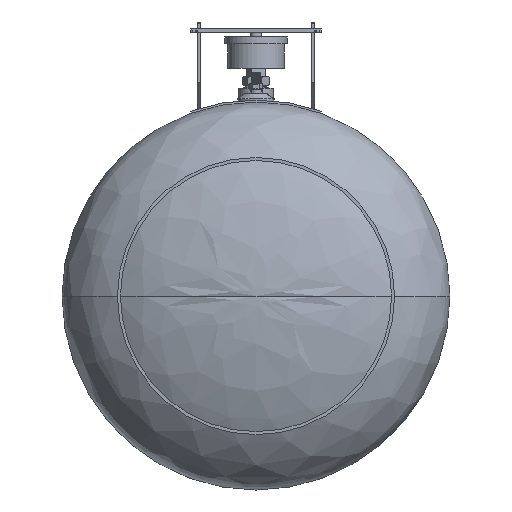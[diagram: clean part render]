
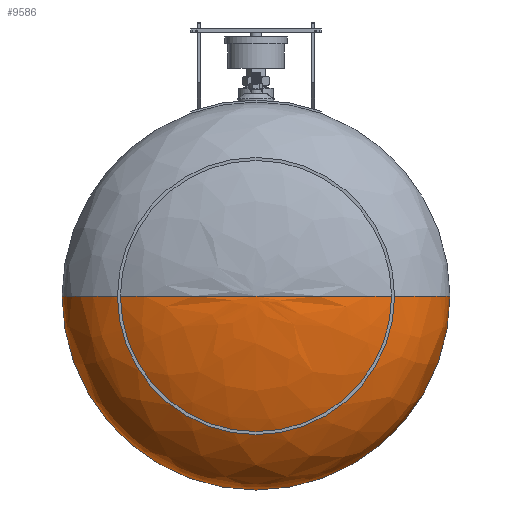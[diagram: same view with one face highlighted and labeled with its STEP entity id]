
A CAD part, front view. The second image highlights one B-rep face of the part: STEP entity #9586.
In plain terms, the highlighted free-form (B-spline) face has degree [3, 3] with [4, 4] control points.
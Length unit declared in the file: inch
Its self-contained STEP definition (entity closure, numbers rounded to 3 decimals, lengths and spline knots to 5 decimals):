
#1035 = CARTESIAN_POINT ( 'NONE',  ( 0., 3.82, 0. ) ) ;
#1196 = CARTESIAN_POINT ( 'NONE',  ( -7., 2.35078, 0. ) ) ;
#1464 = EDGE_CURVE ( 'NONE', #7701, #8562, #8179, .T. ) ;
#1658 =( BOUNDED_CURVE ( )  B_SPLINE_CURVE ( 3, ( #21066, #23074, #1196, #34091 ),
 .UNSPECIFIED., .F., .F. ) 
 B_SPLINE_CURVE_WITH_KNOTS ( ( 4, 4 ),
 ( 4.71239, 6.28319 ),
 .UNSPECIFIED. ) 
 CURVE ( )  GEOMETRIC_REPRESENTATION_ITEM ( )  RATIONAL_B_SPLINE_CURVE ( ( 1., 0.805, 0.805, 1. ) ) 
 REPRESENTATION_ITEM ( '' )  );
#2795 = CARTESIAN_POINT ( 'NONE',  ( 4.10051, 3.82, 8.20101 ) ) ;
#3745 = FACE_OUTER_BOUND ( 'NONE', #11582, .T. ) ;
#3935 = CARTESIAN_POINT ( 'NONE',  ( 0., 3.82, 0. ) ) ;
#5134 = CARTESIAN_POINT ( 'NONE',  ( 7., 2.35078, 0. ) ) ;
#7701 = VERTEX_POINT ( 'NONE', #23024 ) ;
#7834 = CARTESIAN_POINT ( 'NONE',  ( 7., 2.35078, 14. ) ) ;
#8118 = EDGE_CURVE ( 'NONE', #12215, #8562, #1658, .T. ) ;
#8179 = CIRCLE ( 'NONE', #33013, 7. ) ;
#8562 = VERTEX_POINT ( 'NONE', #10535 ) ;
#9458 = EDGE_CURVE ( 'NONE', #12215, #7701, #20554, .T. ) ;
#9586 = ADVANCED_FACE ( 'NONE', ( #3745 ), #12944, .F. ) ;
#10121 = ORIENTED_EDGE ( 'NONE', *, *, #8118, .T. ) ;
#10200 = CARTESIAN_POINT ( 'NONE',  ( 0., 3.82, 0. ) ) ;
#10535 = CARTESIAN_POINT ( 'NONE',  ( -7., 0.273, 0. ) ) ;
#11582 = EDGE_LOOP ( 'NONE', ( #34094, #10121, #21363 ) ) ;
#12215 = VERTEX_POINT ( 'NONE', #15514 ) ;
#12944 =( BOUNDED_SURFACE ( )  B_SPLINE_SURFACE ( 3, 3, ( 
 ( #25793, #1035, #31400, #3935 ),
 ( #14961, #2795, #16729, #18872 ),
 ( #5134, #7834, #29897, #13815 ),
 ( #30247, #14167, #22115, #24830 ) ),
 .UNSPECIFIED., .F., .F., .T. ) 
 B_SPLINE_SURFACE_WITH_KNOTS ( ( 4, 4 ),
 ( 4, 4 ),
 ( 0., 1. ),
 ( 0., 1. ),
 .UNSPECIFIED. ) 
 GEOMETRIC_REPRESENTATION_ITEM ( )  RATIONAL_B_SPLINE_SURFACE ( (
 ( 1., 0.333, 0.333, 1.),
 ( 0.805, 0.268, 0.268, 0.805),
 ( 0.805, 0.268, 0.268, 0.805),
 ( 1., 0.333, 0.333, 1.) ) ) 
 REPRESENTATION_ITEM ( '' )  SURFACE ( )  );
#13815 = CARTESIAN_POINT ( 'NONE',  ( -7., 2.35078, 0. ) ) ;
#14167 = CARTESIAN_POINT ( 'NONE',  ( 7., 0.273, 14. ) ) ;
#14768 = CARTESIAN_POINT ( 'NONE',  ( 0., 0.273, 0. ) ) ;
#14961 = CARTESIAN_POINT ( 'NONE',  ( 4.10051, 3.82, 0. ) ) ;
#15514 = CARTESIAN_POINT ( 'NONE',  ( 0., 3.82, 0. ) ) ;
#16729 = CARTESIAN_POINT ( 'NONE',  ( -4.10051, 3.82, 8.20101 ) ) ;
#18872 = CARTESIAN_POINT ( 'NONE',  ( -4.10051, 3.82, 0. ) ) ;
#20554 =( BOUNDED_CURVE ( )  B_SPLINE_CURVE ( 3, ( #10200, #24297, #21041, #26821 ),
 .UNSPECIFIED., .F., .F. ) 
 B_SPLINE_CURVE_WITH_KNOTS ( ( 4, 4 ),
 ( 4.71239, 6.28319 ),
 .UNSPECIFIED. ) 
 CURVE ( )  GEOMETRIC_REPRESENTATION_ITEM ( )  RATIONAL_B_SPLINE_CURVE ( ( 1., 0.805, 0.805, 1. ) ) 
 REPRESENTATION_ITEM ( '' )  );
#21041 = CARTESIAN_POINT ( 'NONE',  ( 7., 2.35078, 0. ) ) ;
#21066 = CARTESIAN_POINT ( 'NONE',  ( 0., 3.82, 0. ) ) ;
#21363 = ORIENTED_EDGE ( 'NONE', *, *, #1464, .F. ) ;
#22115 = CARTESIAN_POINT ( 'NONE',  ( -7., 0.273, 14. ) ) ;
#23024 = CARTESIAN_POINT ( 'NONE',  ( 7., 0.273, 0. ) ) ;
#23074 = CARTESIAN_POINT ( 'NONE',  ( -4.10051, 3.82, 0. ) ) ;
#24297 = CARTESIAN_POINT ( 'NONE',  ( 4.10051, 3.82, 0. ) ) ;
#24830 = CARTESIAN_POINT ( 'NONE',  ( -7., 0.273, 0. ) ) ;
#25793 = CARTESIAN_POINT ( 'NONE',  ( 0., 3.82, 0. ) ) ;
#25972 = DIRECTION ( 'NONE',  ( 1., 0., 0. ) ) ;
#26327 = DIRECTION ( 'NONE',  ( 0., -1., 0. ) ) ;
#26821 = CARTESIAN_POINT ( 'NONE',  ( 7., 0.273, 0. ) ) ;
#29897 = CARTESIAN_POINT ( 'NONE',  ( -7., 2.35078, 14. ) ) ;
#30247 = CARTESIAN_POINT ( 'NONE',  ( 7., 0.273, 0. ) ) ;
#31400 = CARTESIAN_POINT ( 'NONE',  ( 0., 3.82, 0. ) ) ;
#33013 = AXIS2_PLACEMENT_3D ( 'NONE', #14768, #26327, #25972 ) ;
#34091 = CARTESIAN_POINT ( 'NONE',  ( -7., 0.273, 0. ) ) ;
#34094 = ORIENTED_EDGE ( 'NONE', *, *, #9458, .F. ) ;
